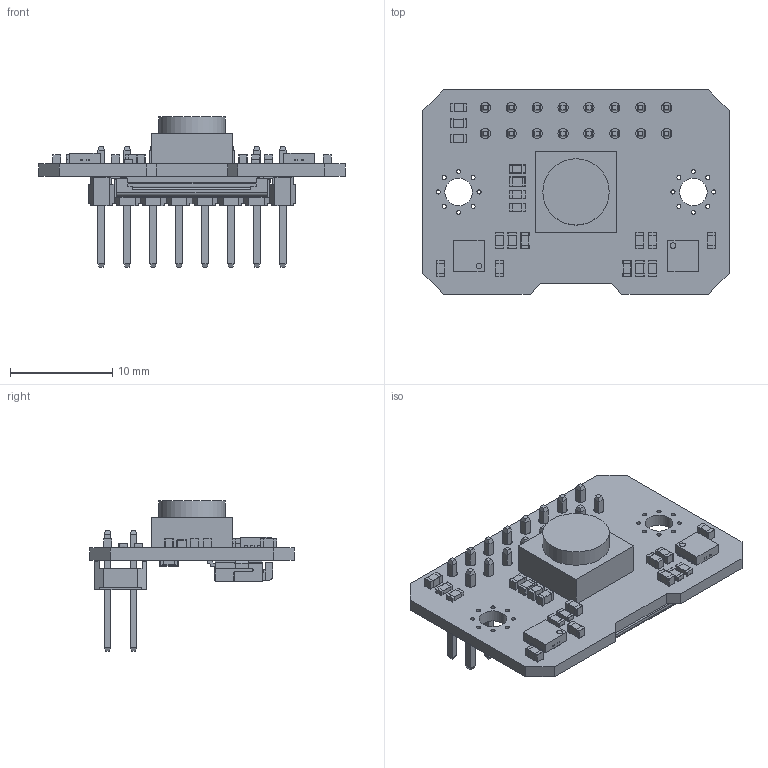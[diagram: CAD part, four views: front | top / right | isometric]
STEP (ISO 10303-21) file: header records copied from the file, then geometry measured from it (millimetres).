
FILE_DESCRIPTION(('Open CASCADE Model'),'2;1');
FILE_NAME('Open CASCADE Shape Model','2020-07-30T14:22:43',('Author'),( 'Open CASCADE'),'Open CASCADE STEP processor 6.8','Open CASCADE 6.8' ,'Unknown');
FILE_SCHEMA(('AUTOMOTIVE_DESIGN { 1 0 10303 214 1 1 1 1 }'));
Length unit declared in the file: millimetre
Products named in the file (51): PCB; Board; Open CASCADE STEP translator 6.8 2.1.1; R7; User_Library-RES1608X045; C4; User_Library-CAPC1608X09; R13; R12; R8; R1; L1; User_Library-Chip_Inductor_(1); C11; C9; C7; C10; C8; C5; C6; C3; C2; C1; R11; R10; R9; R6; R5; R4; R3; 6144834944; body; Open_CASCADE_STEP_translator_6.8_1.1.1; mark; Lead; Open_CASCADE_STEP_translator_6.8_1.3.1; R2; XP1; PLD-16; XS1 ...
Assembly tree (79 placements, depth 5):
  PCB
    Board
      Open CASCADE STEP translator 6.8 2.1.1
    R7
      User_Library-RES1608X045
    C4
      User_Library-CAPC1608X09
    R13
      User_Library-RES1608X045
    R12
      User_Library-RES1608X045
    R8
      User_Library-RES1608X045
    R1
      User_Library-RES1608X045
    L1
      User_Library-Chip_Inductor_(1)
    C11
      User_Library-CAPC1608X09
    C9
      User_Library-CAPC1608X09
    C7
      User_Library-CAPC1608X09
    C10
      User_Library-CAPC1608X09
    C8
      User_Library-CAPC1608X09
    C5
      User_Library-CAPC1608X09
    C6
      User_Library-CAPC1608X09
    C3
      User_Library-CAPC1608X09
    C2
      User_Library-CAPC1608X09
    C1
      User_Library-CAPC1608X09
    R11
      User_Library-RES1608X045
    R10
      User_Library-RES1608X045
    R9
      User_Library-RES1608X045
    R6
      User_Library-RES1608X045
    R5
      User_Library-RES1608X045
    R4
      User_Library-RES1608X045
    R3
      6144834944
        body
          Open_CASCADE_STEP_translator_6.8_1.1.1
        mark
        Lead  x8
          Open_CASCADE_STEP_translator_6.8_1.3.1
    R2
      6144834944
        body
          Open_CASCADE_STEP_translator_6.8_1.1.1
Bounding box: 30 x 20 x 14.7 mm (x, y, z)
Volume: 1353.4 mm3; surface area: 3164.2 mm2
Topology: 106 solids, 106 shells, 3093 faces, 7687 edges, 4584 vertices
Faces by surface type: plane 2002, cylinder 709, bspline 198, sphere 184
Full cylindrical faces by diameter (mm): 0.4 x16, 1 x16, 2.7 x2, 6.5 x1
Entity records: 57260 total; most frequent: CARTESIAN_POINT 9688, ORIENTED_EDGE 9036, DIRECTION 8591, EDGE_CURVE 4518, LINE 3949, VECTOR 3949, VERTEX_POINT 2894, AXIS2_PLACEMENT_3D 2321
